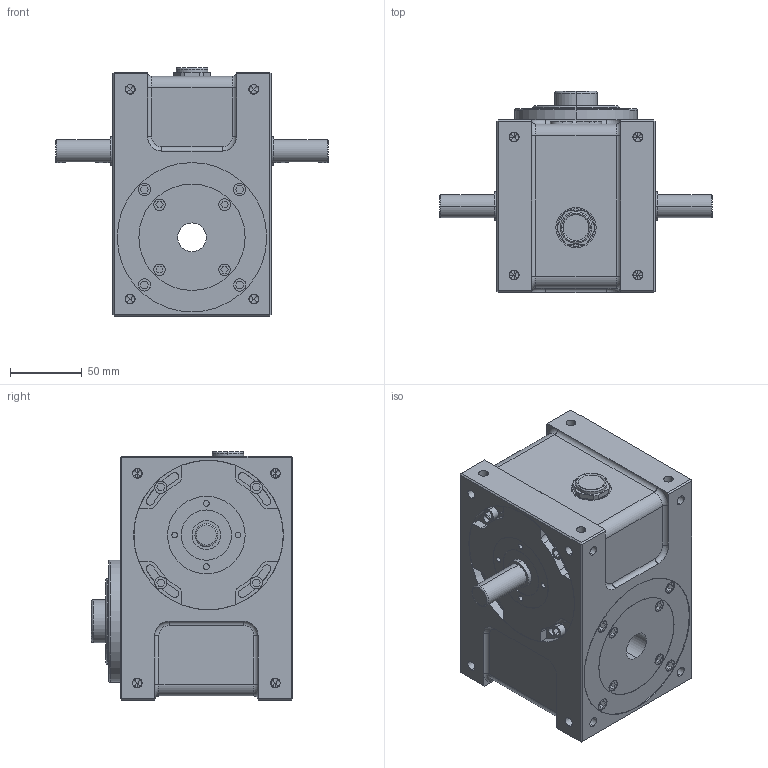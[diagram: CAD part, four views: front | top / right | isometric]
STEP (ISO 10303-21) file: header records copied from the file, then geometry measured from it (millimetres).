
FILE_DESCRIPTION (( 'STEP AP203' ), '1' );
FILE_NAME ('DH060¼Ð·Ç.STEP', '2025-05-29T07:39:07', ( '' ), ( '' ), 'SwSTEP 2.0', 'SolidWorks 2018', '' );
FILE_SCHEMA (( 'CONFIG_CONTROL_DESIGN' ));
Length unit declared in the file: millimetre
Products named in the file (1): DH060標準
Bounding box: 190 x 140 x 173 mm (x, y, z)
Volume: 2137149.1 mm3; surface area: 137082.2 mm2
Topology: 1 solids, 1 shells, 873 faces, 2067 edges, 1230 vertices
Faces by surface type: plane 415, cylinder 396, torus 30, bspline 18, cone 14
Entity records: 26106 total; most frequent: CARTESIAN_POINT 6413, DIRECTION 4171, ORIENTED_EDGE 4110, EDGE_CURVE 2055, AXIS2_PLACEMENT_3D 1584, VERTEX_POINT 1230, LINE 1003, VECTOR 1003
